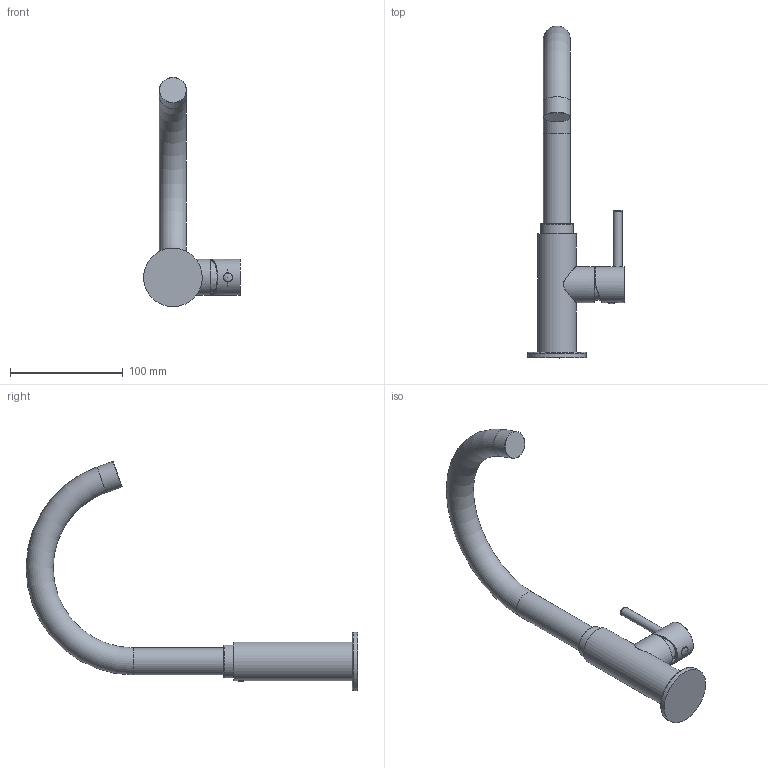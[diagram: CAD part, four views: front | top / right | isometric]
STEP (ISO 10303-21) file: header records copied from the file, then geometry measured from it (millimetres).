
FILE_DESCRIPTION(/* description */ (''),/* implementation_level */ '2;1');
FILE_NAME(/* name */ 'AZ601 3D.stp',/* time_stamp */ '2019-05-16T11:42:46-04:00',/* author */ ('sbelange'),/* organization */ (''),/* preprocessor_version */ 'ST-DEVELOPER v17',/* originating_system */ 'Autodesk Inventor 2018',/* authorisation */ '');
FILE_SCHEMA (('AUTOMOTIVE_DESIGN { 1 0 10303 214 3 1 1 }'));
Length unit declared in the file: millimetre
Products named in the file (1): AZ601
Bounding box: 85.68 x 294 x 203.14 mm (x, y, z)
Volume: 293338.9 mm3; surface area: 51767.9 mm2
Topology: 2 solids, 2 shells, 58 faces, 155 edges, 107 vertices
Faces by surface type: cylinder 19, plane 15, torus 13, bspline 7, sphere 3, cone 1
Full cylindrical faces by diameter (mm): 8 x2, 15 x1, 24 x2, 29 x1, 30 x1, 32 x2, 34 x1, 52 x1
Entity records: 3304 total; most frequent: CARTESIAN_POINT 1751, ORIENTED_EDGE 308, DIRECTION 306, EDGE_CURVE 154, AXIS2_PLACEMENT_3D 138, VERTEX_POINT 107, CIRCLE 84, EDGE_LOOP 65
